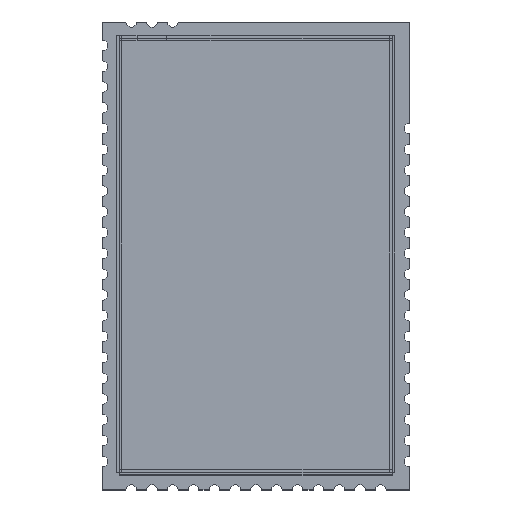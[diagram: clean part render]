
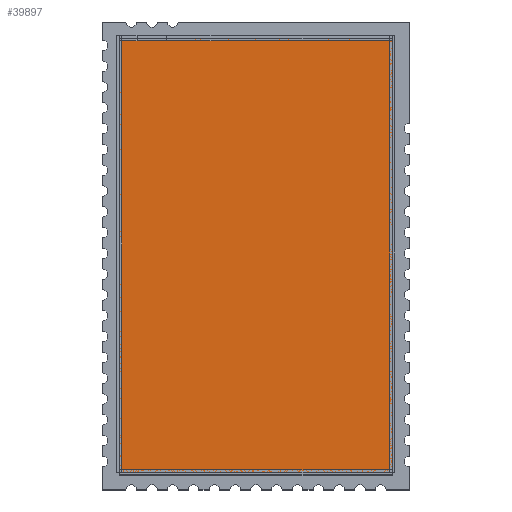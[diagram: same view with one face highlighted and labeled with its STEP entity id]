
A CAD part, top view. The second image highlights one B-rep face of the part: STEP entity #39897.
In plain terms, the highlighted planar face has unit normal (0, 0, 1).
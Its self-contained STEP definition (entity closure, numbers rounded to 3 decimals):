
#39583 = VERTEX_POINT('',#39584);
#39584 = CARTESIAN_POINT('',(5.25,-8.35,0.2));
#39591 = PLANE('',#39592);
#39592 = AXIS2_PLACEMENT_3D('',#39593,#39594,#39595);
#39593 = CARTESIAN_POINT('',(5.25,-8.35,0.));
#39594 = DIRECTION('',(0.,-1.,0.));
#39595 = DIRECTION('',(-1.,0.,0.));
#39603 = PLANE('',#39604);
#39604 = AXIS2_PLACEMENT_3D('',#39605,#39606,#39607);
#39605 = CARTESIAN_POINT('',(5.25,8.35,0.));
#39606 = DIRECTION('',(1.,0.,0.));
#39607 = DIRECTION('',(0.,-1.,0.));
#39615 = EDGE_CURVE('',#39583,#39616,#39618,.T.);
#39616 = VERTEX_POINT('',#39617);
#39617 = CARTESIAN_POINT('',(-5.25,-8.35,0.2));
#39618 = SURFACE_CURVE('',#39619,(#39623,#39630),.PCURVE_S1.);
#39619 = LINE('',#39620,#39621);
#39620 = CARTESIAN_POINT('',(5.25,-8.35,0.2));
#39621 = VECTOR('',#39622,1.);
#39622 = DIRECTION('',(-1.,0.,0.));
#39623 = PCURVE('',#39591,#39624);
#39624 = DEFINITIONAL_REPRESENTATION('',(#39625),#39629);
#39625 = LINE('',#39626,#39627);
#39626 = CARTESIAN_POINT('',(0.,-0.2));
#39627 = VECTOR('',#39628,1.);
#39628 = DIRECTION('',(1.,0.));
#39629 = ( GEOMETRIC_REPRESENTATION_CONTEXT(2) 
PARAMETRIC_REPRESENTATION_CONTEXT() REPRESENTATION_CONTEXT('2D SPACE',''
  ) );
#39630 = PCURVE('',#39631,#39636);
#39631 = PLANE('',#39632);
#39632 = AXIS2_PLACEMENT_3D('',#39633,#39634,#39635);
#39633 = CARTESIAN_POINT('',(5.25,-8.35,0.2));
#39634 = DIRECTION('',(0.,0.,1.));
#39635 = DIRECTION('',(1.,0.,0.));
#39636 = DEFINITIONAL_REPRESENTATION('',(#39637),#39641);
#39637 = LINE('',#39638,#39639);
#39638 = CARTESIAN_POINT('',(0.,0.));
#39639 = VECTOR('',#39640,1.);
#39640 = DIRECTION('',(-1.,0.));
#39641 = ( GEOMETRIC_REPRESENTATION_CONTEXT(2) 
PARAMETRIC_REPRESENTATION_CONTEXT() REPRESENTATION_CONTEXT('2D SPACE',''
  ) );
#39659 = PLANE('',#39660);
#39660 = AXIS2_PLACEMENT_3D('',#39661,#39662,#39663);
#39661 = CARTESIAN_POINT('',(-5.25,-8.35,0.));
#39662 = DIRECTION('',(-1.,0.,0.));
#39663 = DIRECTION('',(0.,1.,0.));
#39701 = EDGE_CURVE('',#39616,#39702,#39704,.T.);
#39702 = VERTEX_POINT('',#39703);
#39703 = CARTESIAN_POINT('',(-5.25,8.35,0.2));
#39704 = SURFACE_CURVE('',#39705,(#39709,#39716),.PCURVE_S1.);
#39705 = LINE('',#39706,#39707);
#39706 = CARTESIAN_POINT('',(-5.25,-8.35,0.2));
#39707 = VECTOR('',#39708,1.);
#39708 = DIRECTION('',(0.,1.,0.));
#39709 = PCURVE('',#39659,#39710);
#39710 = DEFINITIONAL_REPRESENTATION('',(#39711),#39715);
#39711 = LINE('',#39712,#39713);
#39712 = CARTESIAN_POINT('',(0.,-0.2));
#39713 = VECTOR('',#39714,1.);
#39714 = DIRECTION('',(1.,0.));
#39715 = ( GEOMETRIC_REPRESENTATION_CONTEXT(2) 
PARAMETRIC_REPRESENTATION_CONTEXT() REPRESENTATION_CONTEXT('2D SPACE',''
  ) );
#39716 = PCURVE('',#39631,#39717);
#39717 = DEFINITIONAL_REPRESENTATION('',(#39718),#39722);
#39718 = LINE('',#39719,#39720);
#39719 = CARTESIAN_POINT('',(-10.5,0.));
#39720 = VECTOR('',#39721,1.);
#39721 = DIRECTION('',(0.,1.));
#39722 = ( GEOMETRIC_REPRESENTATION_CONTEXT(2) 
PARAMETRIC_REPRESENTATION_CONTEXT() REPRESENTATION_CONTEXT('2D SPACE',''
  ) );
#39740 = PLANE('',#39741);
#39741 = AXIS2_PLACEMENT_3D('',#39742,#39743,#39744);
#39742 = CARTESIAN_POINT('',(-5.25,8.35,0.));
#39743 = DIRECTION('',(0.,1.,0.));
#39744 = DIRECTION('',(1.,0.,0.));
#39777 = EDGE_CURVE('',#39702,#39778,#39780,.T.);
#39778 = VERTEX_POINT('',#39779);
#39779 = CARTESIAN_POINT('',(5.25,8.35,0.2));
#39780 = SURFACE_CURVE('',#39781,(#39785,#39792),.PCURVE_S1.);
#39781 = LINE('',#39782,#39783);
#39782 = CARTESIAN_POINT('',(-5.25,8.35,0.2));
#39783 = VECTOR('',#39784,1.);
#39784 = DIRECTION('',(1.,0.,0.));
#39785 = PCURVE('',#39740,#39786);
#39786 = DEFINITIONAL_REPRESENTATION('',(#39787),#39791);
#39787 = LINE('',#39788,#39789);
#39788 = CARTESIAN_POINT('',(0.,-0.2));
#39789 = VECTOR('',#39790,1.);
#39790 = DIRECTION('',(1.,0.));
#39791 = ( GEOMETRIC_REPRESENTATION_CONTEXT(2) 
PARAMETRIC_REPRESENTATION_CONTEXT() REPRESENTATION_CONTEXT('2D SPACE',''
  ) );
#39792 = PCURVE('',#39631,#39793);
#39793 = DEFINITIONAL_REPRESENTATION('',(#39794),#39798);
#39794 = LINE('',#39795,#39796);
#39795 = CARTESIAN_POINT('',(-10.5,16.7));
#39796 = VECTOR('',#39797,1.);
#39797 = DIRECTION('',(1.,0.));
#39798 = ( GEOMETRIC_REPRESENTATION_CONTEXT(2) 
PARAMETRIC_REPRESENTATION_CONTEXT() REPRESENTATION_CONTEXT('2D SPACE',''
  ) );
#39848 = EDGE_CURVE('',#39778,#39583,#39849,.T.);
#39849 = SURFACE_CURVE('',#39850,(#39854,#39861),.PCURVE_S1.);
#39850 = LINE('',#39851,#39852);
#39851 = CARTESIAN_POINT('',(5.25,8.35,0.2));
#39852 = VECTOR('',#39853,1.);
#39853 = DIRECTION('',(0.,-1.,0.));
#39854 = PCURVE('',#39603,#39855);
#39855 = DEFINITIONAL_REPRESENTATION('',(#39856),#39860);
#39856 = LINE('',#39857,#39858);
#39857 = CARTESIAN_POINT('',(0.,-0.2));
#39858 = VECTOR('',#39859,1.);
#39859 = DIRECTION('',(1.,0.));
#39860 = ( GEOMETRIC_REPRESENTATION_CONTEXT(2) 
PARAMETRIC_REPRESENTATION_CONTEXT() REPRESENTATION_CONTEXT('2D SPACE',''
  ) );
#39861 = PCURVE('',#39631,#39862);
#39862 = DEFINITIONAL_REPRESENTATION('',(#39863),#39867);
#39863 = LINE('',#39864,#39865);
#39864 = CARTESIAN_POINT('',(0.,16.7));
#39865 = VECTOR('',#39866,1.);
#39866 = DIRECTION('',(0.,-1.));
#39867 = ( GEOMETRIC_REPRESENTATION_CONTEXT(2) 
PARAMETRIC_REPRESENTATION_CONTEXT() REPRESENTATION_CONTEXT('2D SPACE',''
  ) );
#39897 = ADVANCED_FACE('',(#39898),#39631,.T.);
#39898 = FACE_BOUND('',#39899,.F.);
#39899 = EDGE_LOOP('',(#39900,#39901,#39902,#39903));
#39900 = ORIENTED_EDGE('',*,*,#39615,.T.);
#39901 = ORIENTED_EDGE('',*,*,#39701,.T.);
#39902 = ORIENTED_EDGE('',*,*,#39777,.T.);
#39903 = ORIENTED_EDGE('',*,*,#39848,.T.);
